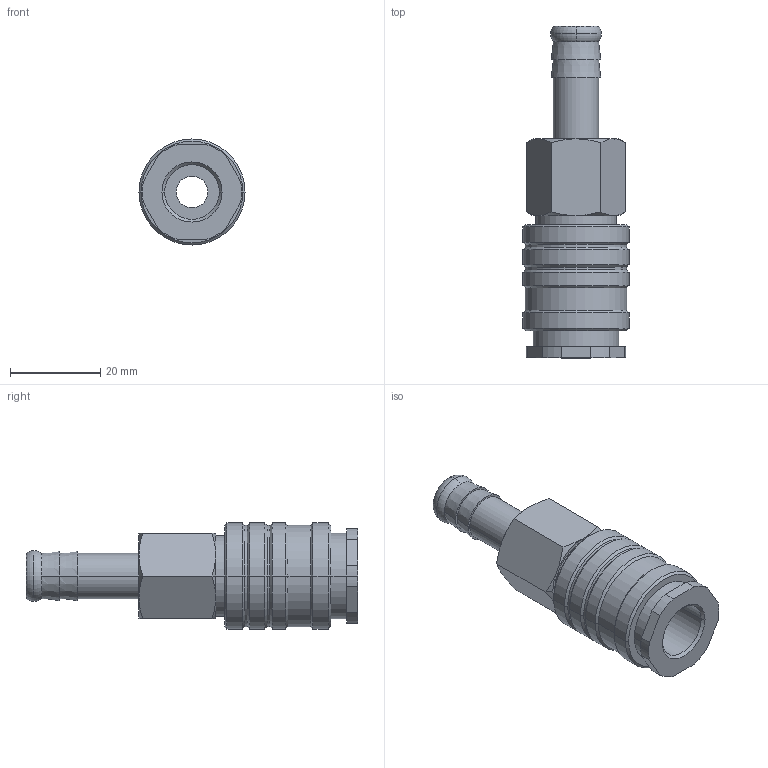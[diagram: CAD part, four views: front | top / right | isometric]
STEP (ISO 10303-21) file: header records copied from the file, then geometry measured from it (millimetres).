
FILE_DESCRIPTION(('STEP AP214'),'1');
FILE_NAME('ESIE_10_TAB.stp','2020-08-17T11:38:19',('TraceParts'),('TraceParts S.A.'),'Spatial InterOp 3D',' ',' ');
FILE_SCHEMA(('AUTOMOTIVE_DESIGN { 1 0 10303 214 1 1 1 1 }'));
Length unit declared in the file: millimetre
Products named in the file (1): ESIE_10_TAB
Bounding box: 23.5 x 73.5 x 23.5 mm (x, y, z)
Volume: 15239.9 mm3; surface area: 7210.6 mm2
Topology: 1 solids, 1 shells, 96 faces, 211 edges, 125 vertices
Faces by surface type: cone 38, cylinder 32, plane 22, torus 4
Entity records: 3436 total; most frequent: CARTESIAN_POINT 529, DIRECTION 486, ORIENTED_EDGE 422, EDGE_CURVE 211, AXIS2_PLACEMENT_3D 202, VERTEX_POINT 125, EDGE_LOOP 106, CIRCLE 105
